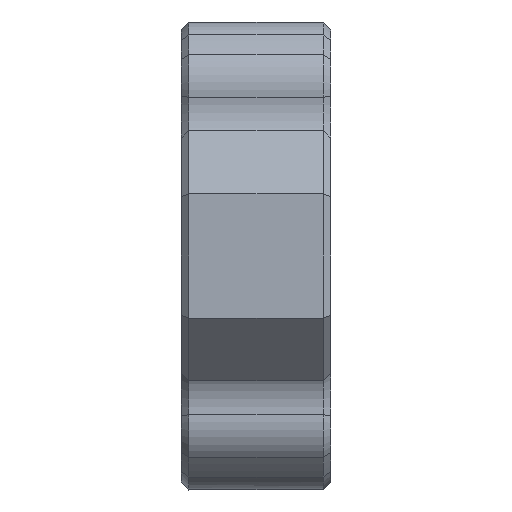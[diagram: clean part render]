
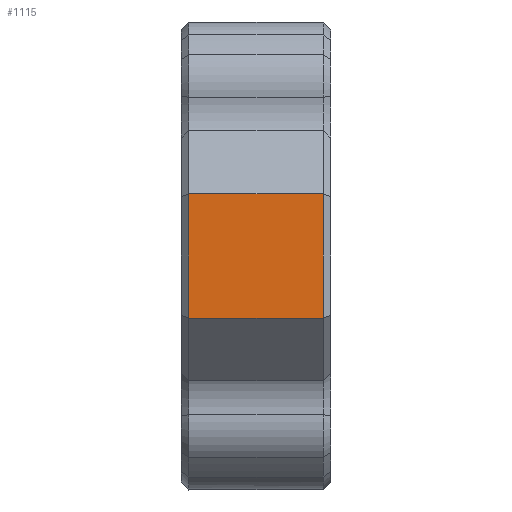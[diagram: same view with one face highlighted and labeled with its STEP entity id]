
A CAD part, left-side view. The second image highlights one B-rep face of the part: STEP entity #1115.
In plain terms, the highlighted planar face has unit normal (-1, 0, 0).
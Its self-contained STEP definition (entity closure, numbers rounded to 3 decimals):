
#66 = VECTOR ( 'NONE', #2041, 1000. ) ;
#222 = FACE_OUTER_BOUND ( 'NONE', #638, .T. ) ;
#224 = CARTESIAN_POINT ( 'NONE',  ( -57.554, 0.3, 2.5 ) ) ;
#399 = VERTEX_POINT ( 'NONE', #635 ) ;
#452 = CARTESIAN_POINT ( 'NONE',  ( -57.554, 6., -2.5 ) ) ;
#456 = EDGE_CURVE ( 'NONE', #399, #3143, #719, .T. ) ;
#605 = ORIENTED_EDGE ( 'NONE', *, *, #456, .T. ) ;
#635 = CARTESIAN_POINT ( 'NONE',  ( -57.554, 5.7, -2.5 ) ) ;
#638 = EDGE_LOOP ( 'NONE', ( #605, #1152, #1221, #2863 ) ) ;
#651 = CARTESIAN_POINT ( 'NONE',  ( -57.554, 0.3, -2.5 ) ) ;
#719 = LINE ( 'NONE', #1774, #66 ) ;
#923 = VERTEX_POINT ( 'NONE', #2386 ) ;
#1115 = ADVANCED_FACE ( 'NONE', ( #222 ), #3319, .F. ) ;
#1124 = CARTESIAN_POINT ( 'NONE',  ( -57.554, 0.3, 2.5 ) ) ;
#1152 = ORIENTED_EDGE ( 'NONE', *, *, #2742, .T. ) ;
#1175 = VECTOR ( 'NONE', #2384, 1000. ) ;
#1221 = ORIENTED_EDGE ( 'NONE', *, *, #2335, .F. ) ;
#1291 = DIRECTION ( 'NONE',  ( 0., 0., -1. ) ) ;
#1317 = LINE ( 'NONE', #2403, #1175 ) ;
#1383 = LINE ( 'NONE', #1124, #3311 ) ;
#1493 = DIRECTION ( 'NONE',  ( 0., 0., -1. ) ) ;
#1774 = CARTESIAN_POINT ( 'NONE',  ( -57.554, 6., -2.5 ) ) ;
#1796 = CARTESIAN_POINT ( 'NONE',  ( -57.554, 5.7, -2.5 ) ) ;
#1990 = AXIS2_PLACEMENT_3D ( 'NONE', #452, #2802, #1493 ) ;
#2040 = VECTOR ( 'NONE', #1291, 1000. ) ;
#2041 = DIRECTION ( 'NONE',  ( 0., -1., 0. ) ) ;
#2335 = EDGE_CURVE ( 'NONE', #923, #3421, #1317, .T. ) ;
#2384 = DIRECTION ( 'NONE',  ( 0., -1., 0. ) ) ;
#2386 = CARTESIAN_POINT ( 'NONE',  ( -57.554, 5.7, 2.5 ) ) ;
#2403 = CARTESIAN_POINT ( 'NONE',  ( -57.554, 6., 2.5 ) ) ;
#2742 = EDGE_CURVE ( 'NONE', #3143, #3421, #1383, .T. ) ;
#2802 = DIRECTION ( 'NONE',  ( 1., 0., 0. ) ) ;
#2863 = ORIENTED_EDGE ( 'NONE', *, *, #2910, .T. ) ;
#2910 = EDGE_CURVE ( 'NONE', #923, #399, #3362, .T. ) ;
#3143 = VERTEX_POINT ( 'NONE', #651 ) ;
#3261 = DIRECTION ( 'NONE',  ( 0., 0., 1. ) ) ;
#3311 = VECTOR ( 'NONE', #3261, 1000. ) ;
#3319 = PLANE ( 'NONE',  #1990 ) ;
#3362 = LINE ( 'NONE', #1796, #2040 ) ;
#3421 = VERTEX_POINT ( 'NONE', #224 ) ;
